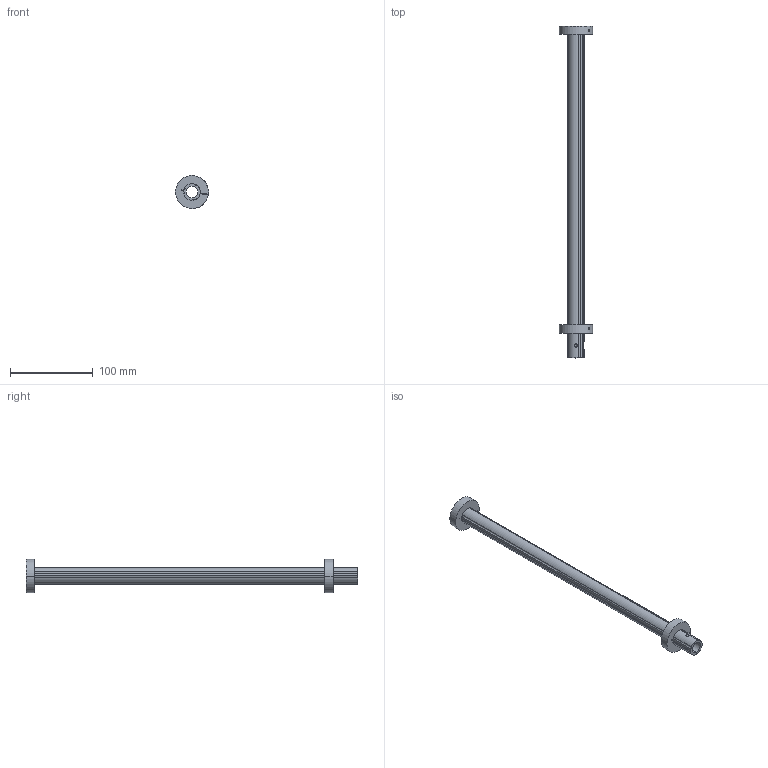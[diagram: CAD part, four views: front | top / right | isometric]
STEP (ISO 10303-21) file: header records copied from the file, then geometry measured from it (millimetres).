
FILE_DESCRIPTION (( 'STEP AP203' ), '1' );
FILE_NAME ('link_link_3_Default_sldprt.STEP', '2023-04-03T04:43:49', ( '' ), ( '' ), 'SwSTEP 2.0', 'SolidWorks 2022', '' );
FILE_SCHEMA (( 'CONFIG_CONTROL_DESIGN' ));
Length unit declared in the file: millimetre
Products named in the file (1): link_link_3_Default_sldprt
Bounding box: 40 x 400 x 40 mm (x, y, z)
Volume: 79258.8 mm3; surface area: 50016.4 mm2
Topology: 1 solids, 1 shells, 71 faces, 203 edges, 133 vertices
Faces by surface type: cylinder 45, plane 20, cone 6
Entity records: 2670 total; most frequent: CARTESIAN_POINT 640, DIRECTION 435, ORIENTED_EDGE 402, EDGE_CURVE 201, AXIS2_PLACEMENT_3D 172, VERTEX_POINT 133, CIRCLE 100, VECTOR 91
